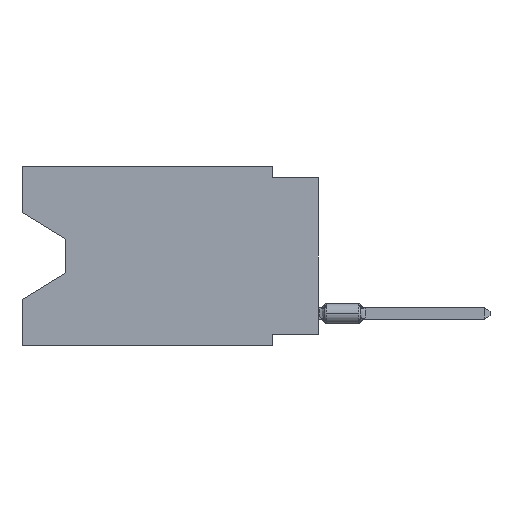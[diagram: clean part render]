
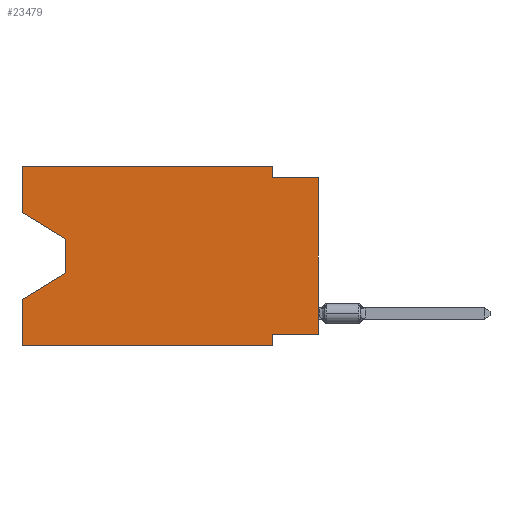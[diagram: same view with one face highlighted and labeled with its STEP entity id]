
A CAD part, left-side view. The second image highlights one B-rep face of the part: STEP entity #23479.
In plain terms, the highlighted planar face has unit normal (-1, 0, 0).
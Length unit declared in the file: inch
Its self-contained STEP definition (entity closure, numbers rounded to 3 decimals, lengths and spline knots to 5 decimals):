
#95 = LINE ( 'NONE', #11521, #21517 ) ;
#396 = ORIENTED_EDGE ( 'NONE', *, *, #1157, .T. ) ;
#961 = VERTEX_POINT ( 'NONE', #16858 ) ;
#1157 = EDGE_CURVE ( 'NONE', #961, #10663, #5534, .T. ) ;
#1199 = CARTESIAN_POINT ( 'NONE',  ( 0., 0.645, 0. ) ) ;
#1210 = CARTESIAN_POINT ( 'NONE',  ( 0., 0.55, -0.232 ) ) ;
#1437 = CARTESIAN_POINT ( 'NONE',  ( 0., 0., -0.025 ) ) ;
#1732 = CARTESIAN_POINT ( 'NONE',  ( 0., 0.1, -0.365 ) ) ;
#1754 = EDGE_CURVE ( 'NONE', #18627, #17835, #16428, .T. ) ;
#1764 = VECTOR ( 'NONE', #2648, 39.37008 ) ;
#2182 = ORIENTED_EDGE ( 'NONE', *, *, #24542, .T. ) ;
#2648 = DIRECTION ( 'NONE',  ( 0., 0., -1. ) ) ;
#3111 = DIRECTION ( 'NONE',  ( 0., 0.855, -0.519 ) ) ;
#3662 = VECTOR ( 'NONE', #17185, 39.37008 ) ;
#3771 = FACE_OUTER_BOUND ( 'NONE', #10563, .T. ) ;
#4254 = CARTESIAN_POINT ( 'NONE',  ( 0., 0.1, -0.39 ) ) ;
#4327 = DIRECTION ( 'NONE',  ( 0., 0., 1. ) ) ;
#4361 = DIRECTION ( 'NONE',  ( 0., 0., -1. ) ) ;
#4645 = ORIENTED_EDGE ( 'NONE', *, *, #6519, .F. ) ;
#4921 = ORIENTED_EDGE ( 'NONE', *, *, #8859, .F. ) ;
#5081 = EDGE_CURVE ( 'NONE', #24220, #18877, #18741, .T. ) ;
#5227 = LINE ( 'NONE', #1437, #3662 ) ;
#5273 = VERTEX_POINT ( 'NONE', #20778 ) ;
#5534 = LINE ( 'NONE', #13276, #12402 ) ;
#6067 = ORIENTED_EDGE ( 'NONE', *, *, #12658, .T. ) ;
#6519 = EDGE_CURVE ( 'NONE', #20953, #10663, #95, .T. ) ;
#6533 = LINE ( 'NONE', #1199, #19522 ) ;
#6573 = AXIS2_PLACEMENT_3D ( 'NONE', #9350, #19164, #4361 ) ;
#6956 = ORIENTED_EDGE ( 'NONE', *, *, #5081, .F. ) ;
#7116 = EDGE_CURVE ( 'NONE', #11240, #20953, #12610, .T. ) ;
#7221 = LINE ( 'NONE', #14981, #15506 ) ;
#7261 = VERTEX_POINT ( 'NONE', #22812 ) ;
#7690 = PLANE ( 'NONE',  #6573 ) ;
#8163 = CARTESIAN_POINT ( 'NONE',  ( 0., 0., -0.025 ) ) ;
#8645 = VECTOR ( 'NONE', #4327, 39.37008 ) ;
#8809 = LINE ( 'NONE', #13000, #16681 ) ;
#8859 = EDGE_CURVE ( 'NONE', #7261, #13610, #5227, .T. ) ;
#8904 = VERTEX_POINT ( 'NONE', #13100 ) ;
#8920 = CARTESIAN_POINT ( 'NONE',  ( 0., 0., -0.365 ) ) ;
#8925 = DIRECTION ( 'NONE',  ( 0., 0., 1. ) ) ;
#9008 = ORIENTED_EDGE ( 'NONE', *, *, #9504, .F. ) ;
#9350 = CARTESIAN_POINT ( 'NONE',  ( 0., 0.645, 0. ) ) ;
#9504 = EDGE_CURVE ( 'NONE', #18877, #7261, #8809, .T. ) ;
#10420 = DIRECTION ( 'NONE',  ( 0., 0., 1. ) ) ;
#10563 = EDGE_LOOP ( 'NONE', ( #19470, #2182, #18532, #22856, #396, #4645, #11718, #6067, #4921, #9008, #6956, #11382 ) ) ;
#10663 = VERTEX_POINT ( 'NONE', #4254 ) ;
#11240 = VERTEX_POINT ( 'NONE', #18937 ) ;
#11253 = EDGE_CURVE ( 'NONE', #961, #8904, #7221, .T. ) ;
#11382 = ORIENTED_EDGE ( 'NONE', *, *, #22108, .F. ) ;
#11521 = CARTESIAN_POINT ( 'NONE',  ( 0., 0.1, -0.39 ) ) ;
#11718 = ORIENTED_EDGE ( 'NONE', *, *, #7116, .F. ) ;
#12161 = LINE ( 'NONE', #20072, #1764 ) ;
#12402 = VECTOR ( 'NONE', #21045, 39.37008 ) ;
#12610 = LINE ( 'NONE', #8920, #17457 ) ;
#12658 = EDGE_CURVE ( 'NONE', #11240, #13610, #15271, .T. ) ;
#12741 = DIRECTION ( 'NONE',  ( 0., 1., 0. ) ) ;
#12745 = CARTESIAN_POINT ( 'NONE',  ( 0., 0.645, 0. ) ) ;
#12944 = CARTESIAN_POINT ( 'NONE',  ( 0., 0.645, 0. ) ) ;
#13000 = CARTESIAN_POINT ( 'NONE',  ( 0., 0.1, 0. ) ) ;
#13082 = CARTESIAN_POINT ( 'NONE',  ( 0., 0.1, 0. ) ) ;
#13100 = CARTESIAN_POINT ( 'NONE',  ( 0., 0.645, -0.28975 ) ) ;
#13276 = CARTESIAN_POINT ( 'NONE',  ( 0., 0.645, -0.39 ) ) ;
#13610 = VERTEX_POINT ( 'NONE', #8163 ) ;
#14981 = CARTESIAN_POINT ( 'NONE',  ( 0., 0.645, 0. ) ) ;
#15271 = LINE ( 'NONE', #16022, #8645 ) ;
#15506 = VECTOR ( 'NONE', #10420, 39.37008 ) ;
#15525 = CARTESIAN_POINT ( 'NONE',  ( 0., 0.645, -0.10025 ) ) ;
#16022 = CARTESIAN_POINT ( 'NONE',  ( 0., 0., 0. ) ) ;
#16164 = DIRECTION ( 'NONE',  ( 0., -0.855, -0.519 ) ) ;
#16428 = LINE ( 'NONE', #24180, #24255 ) ;
#16681 = VECTOR ( 'NONE', #18748, 39.37008 ) ;
#16858 = CARTESIAN_POINT ( 'NONE',  ( 0., 0.645, -0.39 ) ) ;
#16945 = VECTOR ( 'NONE', #20522, 39.37008 ) ;
#17185 = DIRECTION ( 'NONE',  ( 0., -1., 0. ) ) ;
#17457 = VECTOR ( 'NONE', #12741, 39.37008 ) ;
#17835 = VERTEX_POINT ( 'NONE', #22116 ) ;
#18532 = ORIENTED_EDGE ( 'NONE', *, *, #25057, .T. ) ;
#18627 = VERTEX_POINT ( 'NONE', #15525 ) ;
#18741 = LINE ( 'NONE', #12745, #16945 ) ;
#18748 = DIRECTION ( 'NONE',  ( 0., 0., -1. ) ) ;
#18877 = VERTEX_POINT ( 'NONE', #13082 ) ;
#18937 = CARTESIAN_POINT ( 'NONE',  ( 0., 0., -0.365 ) ) ;
#19052 = DIRECTION ( 'NONE',  ( 0., 0., -1. ) ) ;
#19164 = DIRECTION ( 'NONE',  ( 1., 0., 0. ) ) ;
#19470 = ORIENTED_EDGE ( 'NONE', *, *, #1754, .T. ) ;
#19522 = VECTOR ( 'NONE', #8925, 39.37008 ) ;
#20032 = VECTOR ( 'NONE', #3111, 39.37008 ) ;
#20072 = CARTESIAN_POINT ( 'NONE',  ( 0., 0.55, -0.158 ) ) ;
#20522 = DIRECTION ( 'NONE',  ( 0., -1., 0. ) ) ;
#20535 = LINE ( 'NONE', #1210, #20032 ) ;
#20778 = CARTESIAN_POINT ( 'NONE',  ( 0., 0.55, -0.232 ) ) ;
#20953 = VERTEX_POINT ( 'NONE', #1732 ) ;
#21045 = DIRECTION ( 'NONE',  ( 0., -1., 0. ) ) ;
#21517 = VECTOR ( 'NONE', #19052, 39.37008 ) ;
#22108 = EDGE_CURVE ( 'NONE', #18627, #24220, #6533, .T. ) ;
#22116 = CARTESIAN_POINT ( 'NONE',  ( 0., 0.55, -0.158 ) ) ;
#22812 = CARTESIAN_POINT ( 'NONE',  ( 0., 0.1, -0.025 ) ) ;
#22856 = ORIENTED_EDGE ( 'NONE', *, *, #11253, .F. ) ;
#23479 = ADVANCED_FACE ( 'NONE', ( #3771 ), #7690, .F. ) ;
#24180 = CARTESIAN_POINT ( 'NONE',  ( 0., 0.645, -0.10025 ) ) ;
#24220 = VERTEX_POINT ( 'NONE', #12944 ) ;
#24255 = VECTOR ( 'NONE', #16164, 39.37008 ) ;
#24542 = EDGE_CURVE ( 'NONE', #17835, #5273, #12161, .T. ) ;
#25057 = EDGE_CURVE ( 'NONE', #5273, #8904, #20535, .T. ) ;
